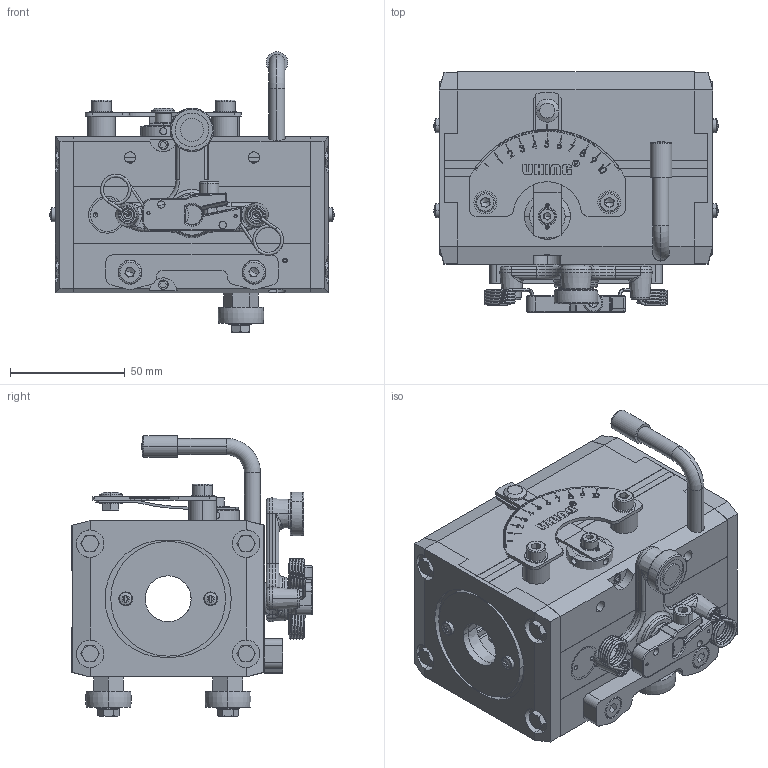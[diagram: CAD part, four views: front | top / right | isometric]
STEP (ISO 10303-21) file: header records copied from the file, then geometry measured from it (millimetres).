
FILE_DESCRIPTION (( 'STEP AP214' ), '1' );
FILE_NAME ('RG3-20-2MCRF.STEP', '2019-10-17T12:18:43', ( '' ), ( '' ), 'SwSTEP 2.0', 'SolidWorks 2019', '' );
FILE_SCHEMA (( 'AUTOMOTIVE_DESIGN' ));
Length unit declared in the file: millimetre
Products named in the file (1): RG3-20-2MCRF
Bounding box: 123.74 x 104.8 x 122.25 mm (x, y, z)
Volume: 324845.6 mm3; surface area: 178478.1 mm2
Topology: 82 solids, 82 shells, 3800 faces, 9986 edges, 6405 vertices
Faces by surface type: plane 1908, cylinder 1148, cone 331, bspline 193, torus 156, sphere 64
Entity records: 173243 total; most frequent: CARTESIAN_POINT 37983, ORIENTED_EDGE 19692, DIRECTION 18825, EDGE_CURVE 9846, AXIS2_PLACEMENT_3D 6767, VERTEX_POINT 6359, LINE 5291, VECTOR 5291
